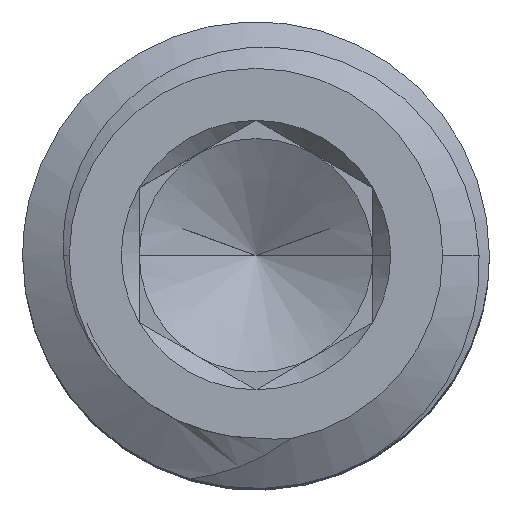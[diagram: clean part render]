
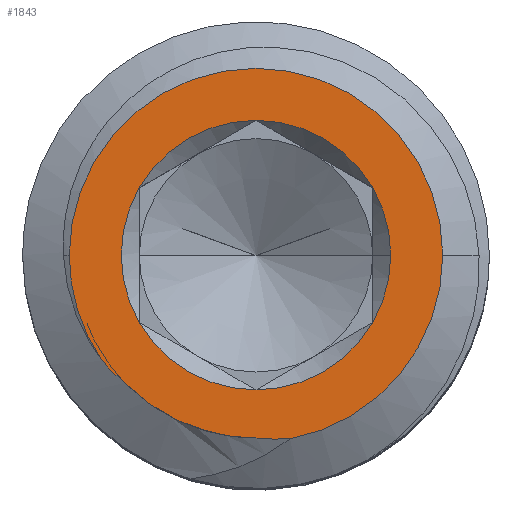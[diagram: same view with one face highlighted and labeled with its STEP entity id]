
A CAD part, top view. The second image highlights one B-rep face of the part: STEP entity #1843.
In plain terms, the highlighted planar face has unit normal (0, 0, 1).
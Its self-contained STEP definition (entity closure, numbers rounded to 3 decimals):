
#45 = VERTEX_POINT ( 'NONE', #4126 ) ;
#56 = AXIS2_PLACEMENT_3D ( 'NONE', #4076, #2084, #3429 ) ;
#65 = FACE_BOUND ( 'NONE', #658, .T. ) ;
#116 = DIRECTION ( 'NONE',  ( 0., 0., 1. ) ) ;
#151 = CIRCLE ( 'NONE', #2814, 1.732 ) ;
#168 = EDGE_LOOP ( 'NONE', ( #2072, #4218, #3148, #1542, #2707, #3922 ) ) ;
#185 = DIRECTION ( 'NONE',  ( 0., 0., 1. ) ) ;
#238 = CARTESIAN_POINT ( 'NONE',  ( -1.432, -1.871, 8. ) ) ;
#328 = B_SPLINE_CURVE_WITH_KNOTS ( 'NONE', 3,
 ( #376, #1395, #1138, #1081 ),
 .UNSPECIFIED., .F., .F.,
 ( 4, 4 ),
 ( 0., 0. ),
 .UNSPECIFIED. ) ;
#347 = EDGE_CURVE ( 'NONE', #3400, #3564, #968, .T. ) ;
#351 = DIRECTION ( 'NONE',  ( 0., 0., -1. ) ) ;
#376 = CARTESIAN_POINT ( 'NONE',  ( 0., -2.35, 8. ) ) ;
#384 = CIRCLE ( 'NONE', #1008, 2.4 ) ;
#429 = CIRCLE ( 'NONE', #4056, 1.732 ) ;
#463 = VERTEX_POINT ( 'NONE', #3092 ) ;
#482 = CARTESIAN_POINT ( 'NONE',  ( 1.5, -0.866, 8. ) ) ;
#516 = DIRECTION ( 'NONE',  ( 1., 0., 0. ) ) ;
#536 = CARTESIAN_POINT ( 'NONE',  ( -0.155, -2.35, 8. ) ) ;
#540 = DIRECTION ( 'NONE',  ( 0., 0., -1. ) ) ;
#614 = DIRECTION ( 'NONE',  ( 0., 0., 1. ) ) ;
#658 = EDGE_LOOP ( 'NONE', ( #2848, #2448, #1972, #2855, #1626, #2999, #1312 ) ) ;
#672 = AXIS2_PLACEMENT_3D ( 'NONE', #2105, #116, #1405 ) ;
#691 = CIRCLE ( 'NONE', #2177, 2.4 ) ;
#745 = DIRECTION ( 'NONE',  ( -1., 0., 0. ) ) ;
#755 = VERTEX_POINT ( 'NONE', #1849 ) ;
#839 = DIRECTION ( 'NONE',  ( 0., 0., 1. ) ) ;
#856 = CARTESIAN_POINT ( 'NONE',  ( 0., 0., 8. ) ) ;
#881 = CIRCLE ( 'NONE', #56, 1.732 ) ;
#893 = AXIS2_PLACEMENT_3D ( 'NONE', #3131, #839, #4165 ) ;
#906 = DIRECTION ( 'NONE',  ( -1., 0., 0. ) ) ;
#943 = EDGE_CURVE ( 'NONE', #2260, #3400, #1293, .T. ) ;
#968 = B_SPLINE_CURVE_WITH_KNOTS ( 'NONE', 3,
 ( #2215, #1853, #238, #2519, #4205, #2551, #2201, #2899, #536, #2870 ),
 .UNSPECIFIED., .F., .F.,
 ( 4, 2, 2, 2, 4 ),
 ( 0., 0., 0.001, 0.001, 0.002 ),
 .UNSPECIFIED. ) ;
#1008 = AXIS2_PLACEMENT_3D ( 'NONE', #3887, #540, #906 ) ;
#1081 = CARTESIAN_POINT ( 'NONE',  ( 0.438, -2.36, 8. ) ) ;
#1138 = CARTESIAN_POINT ( 'NONE',  ( 0.293, -2.37, 8. ) ) ;
#1236 = PLANE ( 'NONE',  #2438 ) ;
#1246 = VERTEX_POINT ( 'NONE', #1398 ) ;
#1287 = EDGE_CURVE ( 'NONE', #3685, #463, #881, .T. ) ;
#1293 = B_SPLINE_CURVE_WITH_KNOTS ( 'NONE', 3,
 ( #2960, #1582, #4259, #3948 ),
 .UNSPECIFIED., .F., .F.,
 ( 4, 4 ),
 ( 0.001, 0.001 ),
 .UNSPECIFIED. ) ;
#1312 = ORIENTED_EDGE ( 'NONE', *, *, #3467, .F. ) ;
#1395 = CARTESIAN_POINT ( 'NONE',  ( 0.147, -2.367, 8. ) ) ;
#1398 = CARTESIAN_POINT ( 'NONE',  ( 1.5, 0.866, 8. ) ) ;
#1405 = DIRECTION ( 'NONE',  ( 1., 0., 0. ) ) ;
#1430 = DIRECTION ( 'NONE',  ( 0., 0., -1. ) ) ;
#1460 = EDGE_CURVE ( 'NONE', #463, #4067, #1658, .T. ) ;
#1515 = CARTESIAN_POINT ( 'NONE',  ( 0., 0., 8. ) ) ;
#1542 = ORIENTED_EDGE ( 'NONE', *, *, #3104, .F. ) ;
#1577 = CIRCLE ( 'NONE', #2615, 1.732 ) ;
#1582 = CARTESIAN_POINT ( 'NONE',  ( -1.882, -1.469, 8. ) ) ;
#1626 = ORIENTED_EDGE ( 'NONE', *, *, #1287, .F. ) ;
#1653 = EDGE_CURVE ( 'NONE', #45, #3685, #151, .T. ) ;
#1658 = CIRCLE ( 'NONE', #893, 1.732 ) ;
#1698 = CARTESIAN_POINT ( 'NONE',  ( 2.4, 0., 8. ) ) ;
#1745 = CARTESIAN_POINT ( 'NONE',  ( 0., 0., 8. ) ) ;
#1843 = ADVANCED_FACE ( 'NONE', ( #65, #3509 ), #1236, .T. ) ;
#1845 = DIRECTION ( 'NONE',  ( 1., 0., 0. ) ) ;
#1849 = CARTESIAN_POINT ( 'NONE',  ( 1.732, 0., 8. ) ) ;
#1853 = CARTESIAN_POINT ( 'NONE',  ( -1.552, -1.772, 8. ) ) ;
#1972 = ORIENTED_EDGE ( 'NONE', *, *, #2852, .F. ) ;
#1990 = VERTEX_POINT ( 'NONE', #1698 ) ;
#2035 = AXIS2_PLACEMENT_3D ( 'NONE', #2169, #185, #2821 ) ;
#2043 = DIRECTION ( 'NONE',  ( -1., 0., 0. ) ) ;
#2044 = VERTEX_POINT ( 'NONE', #4050 ) ;
#2072 = ORIENTED_EDGE ( 'NONE', *, *, #347, .T. ) ;
#2084 = DIRECTION ( 'NONE',  ( 0., 0., 1. ) ) ;
#2105 = CARTESIAN_POINT ( 'NONE',  ( 0., 0., 8. ) ) ;
#2144 = VERTEX_POINT ( 'NONE', #2687 ) ;
#2169 = CARTESIAN_POINT ( 'NONE',  ( 0., 0., 8. ) ) ;
#2177 = AXIS2_PLACEMENT_3D ( 'NONE', #2365, #1430, #745 ) ;
#2201 = CARTESIAN_POINT ( 'NONE',  ( -0.608, -2.276, 8. ) ) ;
#2215 = CARTESIAN_POINT ( 'NONE',  ( -1.662, -1.662, 8. ) ) ;
#2260 = VERTEX_POINT ( 'NONE', #2373 ) ;
#2365 = CARTESIAN_POINT ( 'NONE',  ( 0., 0., 8. ) ) ;
#2373 = CARTESIAN_POINT ( 'NONE',  ( -1.978, -1.359, 8. ) ) ;
#2438 = AXIS2_PLACEMENT_3D ( 'NONE', #3955, #614, #3968 ) ;
#2448 = ORIENTED_EDGE ( 'NONE', *, *, #4012, .F. ) ;
#2489 = EDGE_CURVE ( 'NONE', #1990, #2044, #4252, .T. ) ;
#2519 = CARTESIAN_POINT ( 'NONE',  ( -1.176, -2.041, 8. ) ) ;
#2551 = CARTESIAN_POINT ( 'NONE',  ( -0.757, -2.231, 8. ) ) ;
#2564 = EDGE_CURVE ( 'NONE', #3564, #2044, #328, .T. ) ;
#2615 = AXIS2_PLACEMENT_3D ( 'NONE', #1745, #2747, #3090 ) ;
#2677 = CARTESIAN_POINT ( 'NONE',  ( 0., 0., 8. ) ) ;
#2687 = CARTESIAN_POINT ( 'NONE',  ( -2.4, 0., 8. ) ) ;
#2707 = ORIENTED_EDGE ( 'NONE', *, *, #3480, .F. ) ;
#2747 = DIRECTION ( 'NONE',  ( 0., 0., 1. ) ) ;
#2764 = CARTESIAN_POINT ( 'NONE',  ( 0., -2.35, 8. ) ) ;
#2814 = AXIS2_PLACEMENT_3D ( 'NONE', #856, #2893, #516 ) ;
#2821 = DIRECTION ( 'NONE',  ( 1., 0., 0. ) ) ;
#2848 = ORIENTED_EDGE ( 'NONE', *, *, #3929, .F. ) ;
#2852 = EDGE_CURVE ( 'NONE', #4067, #755, #429, .T. ) ;
#2855 = ORIENTED_EDGE ( 'NONE', *, *, #1460, .F. ) ;
#2870 = CARTESIAN_POINT ( 'NONE',  ( 0., -2.35, 8. ) ) ;
#2893 = DIRECTION ( 'NONE',  ( 0., 0., 1. ) ) ;
#2899 = CARTESIAN_POINT ( 'NONE',  ( -0.308, -2.335, 8. ) ) ;
#2960 = CARTESIAN_POINT ( 'NONE',  ( -1.978, -1.359, 8. ) ) ;
#2997 = CIRCLE ( 'NONE', #2035, 1.732 ) ;
#2999 = ORIENTED_EDGE ( 'NONE', *, *, #1653, .F. ) ;
#3090 = DIRECTION ( 'NONE',  ( 1., 0., 0. ) ) ;
#3092 = CARTESIAN_POINT ( 'NONE',  ( 0., -1.732, 8. ) ) ;
#3104 = EDGE_CURVE ( 'NONE', #2144, #1990, #384, .T. ) ;
#3106 = CARTESIAN_POINT ( 'NONE',  ( -1.662, -1.662, 8. ) ) ;
#3131 = CARTESIAN_POINT ( 'NONE',  ( 0., 0., 8. ) ) ;
#3148 = ORIENTED_EDGE ( 'NONE', *, *, #2489, .F. ) ;
#3400 = VERTEX_POINT ( 'NONE', #3106 ) ;
#3429 = DIRECTION ( 'NONE',  ( 1., 0., 0. ) ) ;
#3467 = EDGE_CURVE ( 'NONE', #4326, #45, #1577, .T. ) ;
#3480 = EDGE_CURVE ( 'NONE', #2260, #2144, #691, .T. ) ;
#3509 = FACE_OUTER_BOUND ( 'NONE', #168, .T. ) ;
#3564 = VERTEX_POINT ( 'NONE', #2764 ) ;
#3685 = VERTEX_POINT ( 'NONE', #4089 ) ;
#3765 = AXIS2_PLACEMENT_3D ( 'NONE', #2677, #351, #2043 ) ;
#3862 = DIRECTION ( 'NONE',  ( 0., 0., 1. ) ) ;
#3887 = CARTESIAN_POINT ( 'NONE',  ( 0., 0., 8. ) ) ;
#3901 = CARTESIAN_POINT ( 'NONE',  ( 0., 1.732, 8. ) ) ;
#3922 = ORIENTED_EDGE ( 'NONE', *, *, #943, .T. ) ;
#3929 = EDGE_CURVE ( 'NONE', #1246, #4326, #4199, .T. ) ;
#3948 = CARTESIAN_POINT ( 'NONE',  ( -1.662, -1.662, 8. ) ) ;
#3955 = CARTESIAN_POINT ( 'NONE',  ( 0., 0., 8. ) ) ;
#3968 = DIRECTION ( 'NONE',  ( 1., 0., 0. ) ) ;
#4012 = EDGE_CURVE ( 'NONE', #755, #1246, #2997, .T. ) ;
#4050 = CARTESIAN_POINT ( 'NONE',  ( 0.438, -2.36, 8. ) ) ;
#4056 = AXIS2_PLACEMENT_3D ( 'NONE', #1515, #3862, #1845 ) ;
#4067 = VERTEX_POINT ( 'NONE', #482 ) ;
#4076 = CARTESIAN_POINT ( 'NONE',  ( 0., 0., 8. ) ) ;
#4089 = CARTESIAN_POINT ( 'NONE',  ( -1.5, -0.866, 8. ) ) ;
#4126 = CARTESIAN_POINT ( 'NONE',  ( -1.5, 0.866, 8. ) ) ;
#4165 = DIRECTION ( 'NONE',  ( 1., 0., 0. ) ) ;
#4199 = CIRCLE ( 'NONE', #672, 1.732 ) ;
#4205 = CARTESIAN_POINT ( 'NONE',  ( -1.041, -2.113, 8. ) ) ;
#4218 = ORIENTED_EDGE ( 'NONE', *, *, #2564, .T. ) ;
#4252 = CIRCLE ( 'NONE', #3765, 2.4 ) ;
#4259 = CARTESIAN_POINT ( 'NONE',  ( -1.777, -1.57, 8. ) ) ;
#4326 = VERTEX_POINT ( 'NONE', #3901 ) ;
